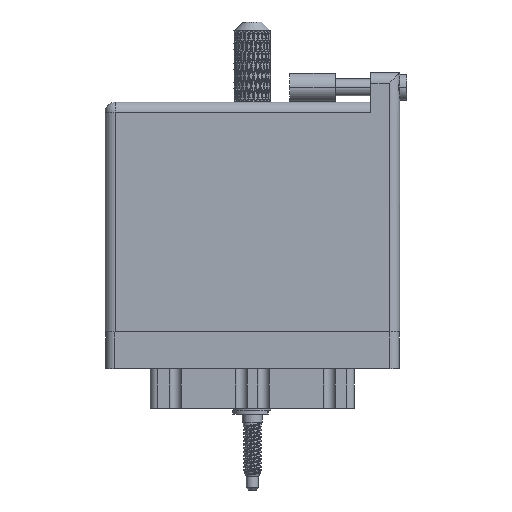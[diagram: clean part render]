
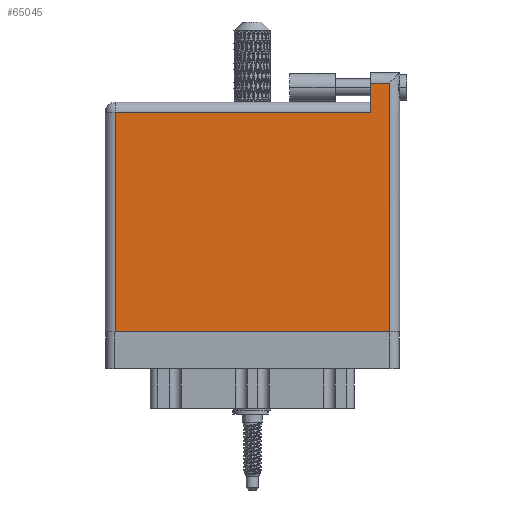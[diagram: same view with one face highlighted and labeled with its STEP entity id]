
A CAD part, front view. The second image highlights one B-rep face of the part: STEP entity #65045.
In plain terms, the highlighted face is planar.
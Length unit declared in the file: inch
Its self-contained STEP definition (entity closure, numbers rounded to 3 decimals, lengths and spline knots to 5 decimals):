
#319 = CARTESIAN_POINT ( 'NONE',  ( 1.938, 1.696, 0. ) ) ;
#1727 = VERTEX_POINT ( 'NONE', #28269 ) ;
#5876 = FACE_OUTER_BOUND ( 'NONE', #38939, .T. ) ;
#6229 = CARTESIAN_POINT ( 'NONE',  ( 0., 1.496, 0. ) ) ;
#11172 = EDGE_CURVE ( 'NONE', #21677, #33587, #33704, .T. ) ;
#14432 = ORIENTED_EDGE ( 'NONE', *, *, #73067, .T. ) ;
#16099 = VERTEX_POINT ( 'NONE', #319 ) ;
#16662 = VECTOR ( 'NONE', #57333, 39.37008 ) ;
#16957 = EDGE_CURVE ( 'NONE', #1727, #63466, #65237, .T. ) ;
#18787 = DIRECTION ( 'NONE',  ( 0., -1., 0. ) ) ;
#18932 = VECTOR ( 'NONE', #18787, 39.37008 ) ;
#19498 = CARTESIAN_POINT ( 'NONE',  ( 1.938, 0., 0. ) ) ;
#21288 = CARTESIAN_POINT ( 'NONE',  ( 0.07, 1.496, 0. ) ) ;
#21677 = VERTEX_POINT ( 'NONE', #21288 ) ;
#22478 = VECTOR ( 'NONE', #32660, 39.37008 ) ;
#22590 = DIRECTION ( 'NONE',  ( -1., 0., 0. ) ) ;
#24678 = ORIENTED_EDGE ( 'NONE', *, *, #56913, .T. ) ;
#28269 = CARTESIAN_POINT ( 'NONE',  ( 1.811, 1.696, 0. ) ) ;
#29834 = EDGE_CURVE ( 'NONE', #38929, #16099, #68932, .T. ) ;
#31918 = ORIENTED_EDGE ( 'NONE', *, *, #11172, .T. ) ;
#32660 = DIRECTION ( 'NONE',  ( -1., 0., 0. ) ) ;
#33087 = ORIENTED_EDGE ( 'NONE', *, *, #16957, .T. ) ;
#33587 = VERTEX_POINT ( 'NONE', #82646 ) ;
#33704 = LINE ( 'NONE', #50047, #93433 ) ;
#34738 = LINE ( 'NONE', #81204, #22478 ) ;
#38929 = VERTEX_POINT ( 'NONE', #19498 ) ;
#38939 = EDGE_LOOP ( 'NONE', ( #14432, #89233, #24678, #33087, #98310, #31918 ) ) ;
#42546 = CARTESIAN_POINT ( 'NONE',  ( 0., 0., 0. ) ) ;
#47009 = DIRECTION ( 'NONE',  ( 0., 0., -1. ) ) ;
#50047 = CARTESIAN_POINT ( 'NONE',  ( 0.07, 0., 0. ) ) ;
#50434 = CARTESIAN_POINT ( 'NONE',  ( 1.811, 1.766, 0. ) ) ;
#52567 = DIRECTION ( 'NONE',  ( 0., 1., 0. ) ) ;
#55189 = VECTOR ( 'NONE', #22590, 39.37008 ) ;
#56913 = EDGE_CURVE ( 'NONE', #16099, #1727, #34738, .T. ) ;
#57333 = DIRECTION ( 'NONE',  ( 1., 0., 0. ) ) ;
#59649 = LINE ( 'NONE', #6229, #55189 ) ;
#63466 = VERTEX_POINT ( 'NONE', #89008 ) ;
#65045 = ADVANCED_FACE ( 'NONE', ( #5876 ), #95013, .F. ) ;
#65237 = LINE ( 'NONE', #50434, #18932 ) ;
#66296 = VECTOR ( 'NONE', #52567, 39.37008 ) ;
#68932 = LINE ( 'NONE', #74763, #66296 ) ;
#71108 = EDGE_CURVE ( 'NONE', #63466, #21677, #59649, .T. ) ;
#73067 = EDGE_CURVE ( 'NONE', #33587, #38929, #97943, .T. ) ;
#74763 = CARTESIAN_POINT ( 'NONE',  ( 1.938, 1.766, 0. ) ) ;
#81204 = CARTESIAN_POINT ( 'NONE',  ( 0., 1.696, 0. ) ) ;
#82646 = CARTESIAN_POINT ( 'NONE',  ( 0.07, 0., 0. ) ) ;
#85094 = AXIS2_PLACEMENT_3D ( 'NONE', #101892, #47009, #95529 ) ;
#89008 = CARTESIAN_POINT ( 'NONE',  ( 1.811, 1.496, 0. ) ) ;
#89233 = ORIENTED_EDGE ( 'NONE', *, *, #29834, .T. ) ;
#93433 = VECTOR ( 'NONE', #97547, 39.37008 ) ;
#95013 = PLANE ( 'NONE',  #85094 ) ;
#95529 = DIRECTION ( 'NONE',  ( -1., 0., 0. ) ) ;
#97547 = DIRECTION ( 'NONE',  ( 0., -1., 0. ) ) ;
#97943 = LINE ( 'NONE', #42546, #16662 ) ;
#98310 = ORIENTED_EDGE ( 'NONE', *, *, #71108, .T. ) ;
#101892 = CARTESIAN_POINT ( 'NONE',  ( 0., 1.566, 0. ) ) ;
